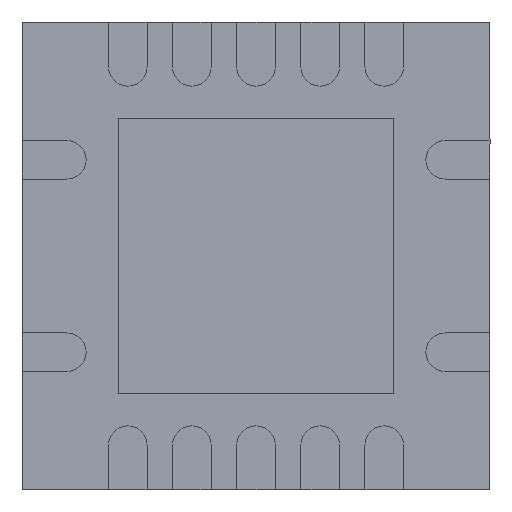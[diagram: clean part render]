
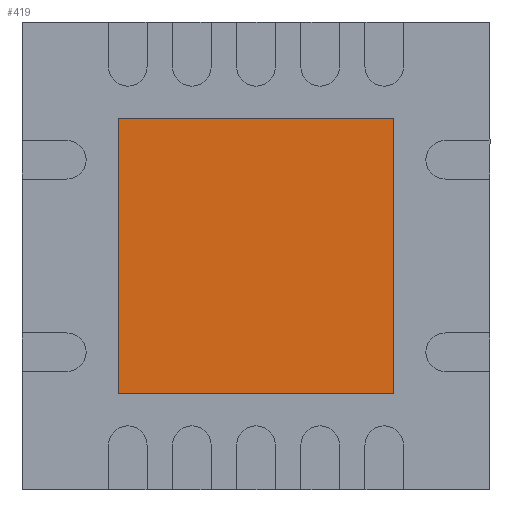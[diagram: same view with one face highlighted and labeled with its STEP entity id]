
A CAD part, front view. The second image highlights one B-rep face of the part: STEP entity #419.
In plain terms, the highlighted planar face has unit normal (0, -1, 0).
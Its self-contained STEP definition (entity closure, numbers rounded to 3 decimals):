
#164 = LINE ( 'NONE', #1408, #5258 ) ;
#217 = CARTESIAN_POINT ( 'NONE',  ( 0., 0., 0. ) ) ;
#409 = DIRECTION ( 'NONE',  ( 1., 0., 0. ) ) ;
#419 = ADVANCED_FACE ( 'NONE', ( #2654 ), #614, .F. ) ;
#482 = CARTESIAN_POINT ( 'NONE',  ( 1.075, 0., -1.075 ) ) ;
#614 = PLANE ( 'NONE',  #3254 ) ;
#934 = DIRECTION ( 'NONE',  ( 0., 0., -1. ) ) ;
#1129 = VECTOR ( 'NONE', #2604, 1000. ) ;
#1130 = EDGE_CURVE ( 'NONE', #1462, #1677, #3247, .T. ) ;
#1132 = ORIENTED_EDGE ( 'NONE', *, *, #3120, .T. ) ;
#1256 = EDGE_CURVE ( 'NONE', #1341, #4175, #3401, .T. ) ;
#1341 = VERTEX_POINT ( 'NONE', #4976 ) ;
#1348 = LINE ( 'NONE', #3769, #2436 ) ;
#1405 = EDGE_CURVE ( 'NONE', #4175, #1677, #164, .T. ) ;
#1408 = CARTESIAN_POINT ( 'NONE',  ( 1.075, 0., 0. ) ) ;
#1435 = CARTESIAN_POINT ( 'NONE',  ( -1.075, 0., -1.075 ) ) ;
#1462 = VERTEX_POINT ( 'NONE', #1435 ) ;
#1677 = VERTEX_POINT ( 'NONE', #482 ) ;
#1865 = DIRECTION ( 'NONE',  ( 0., 1., 0. ) ) ;
#2037 = CARTESIAN_POINT ( 'NONE',  ( 0., 0., -1.075 ) ) ;
#2436 = VECTOR ( 'NONE', #934, 1000. ) ;
#2604 = DIRECTION ( 'NONE',  ( 1., 0., 0. ) ) ;
#2654 = FACE_OUTER_BOUND ( 'NONE', #4705, .T. ) ;
#3038 = CARTESIAN_POINT ( 'NONE',  ( 1.075, 0., 1.075 ) ) ;
#3120 = EDGE_CURVE ( 'NONE', #1341, #1462, #1348, .T. ) ;
#3247 = LINE ( 'NONE', #2037, #5329 ) ;
#3254 = AXIS2_PLACEMENT_3D ( 'NONE', #217, #1865, #4292 ) ;
#3401 = LINE ( 'NONE', #4211, #1129 ) ;
#3562 = DIRECTION ( 'NONE',  ( 0., 0., -1. ) ) ;
#3731 = ORIENTED_EDGE ( 'NONE', *, *, #1405, .F. ) ;
#3769 = CARTESIAN_POINT ( 'NONE',  ( -1.075, 0., 0. ) ) ;
#3799 = ORIENTED_EDGE ( 'NONE', *, *, #1256, .F. ) ;
#4175 = VERTEX_POINT ( 'NONE', #3038 ) ;
#4211 = CARTESIAN_POINT ( 'NONE',  ( 0., 0., 1.075 ) ) ;
#4292 = DIRECTION ( 'NONE',  ( 0., 0., 1. ) ) ;
#4705 = EDGE_LOOP ( 'NONE', ( #3799, #1132, #4923, #3731 ) ) ;
#4923 = ORIENTED_EDGE ( 'NONE', *, *, #1130, .T. ) ;
#4976 = CARTESIAN_POINT ( 'NONE',  ( -1.075, 0., 1.075 ) ) ;
#5258 = VECTOR ( 'NONE', #3562, 1000. ) ;
#5329 = VECTOR ( 'NONE', #409, 1000. ) ;
